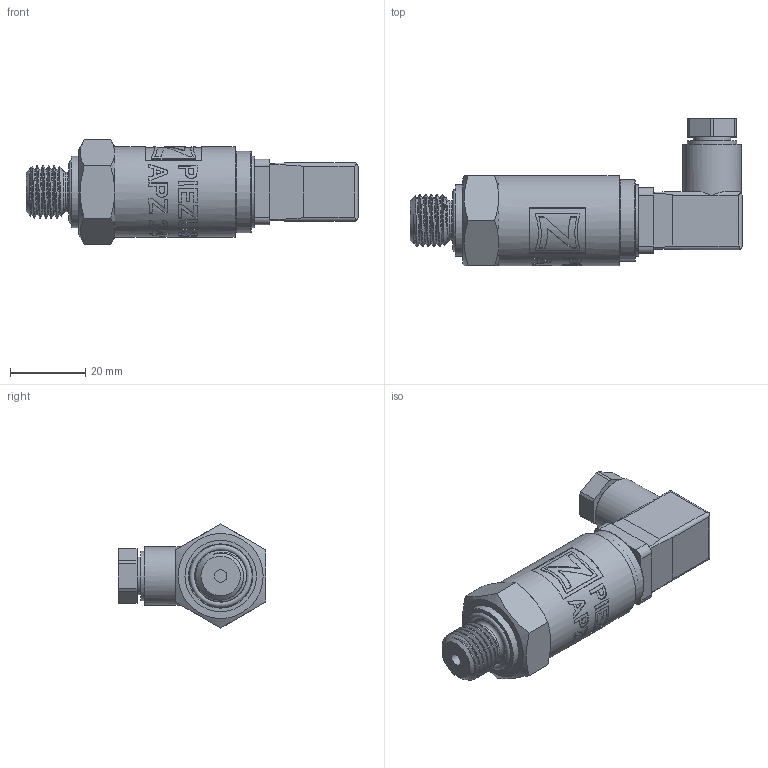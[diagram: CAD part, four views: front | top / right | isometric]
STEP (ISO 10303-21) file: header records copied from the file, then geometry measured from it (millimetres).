
FILE_DESCRIPTION(/* description */ (''),/* implementation_level */ '2;1');
FILE_NAME(/* name */ 'APZ2412_M14x1,5DIN_DIN43650C.step',/* time_stamp */ '2021-06-11T16:55:30+03:00',/* author */ (''),/* organization */ (''),/* preprocessor_version */ 'ST-DEVELOPER v18.1',/* originating_system */ 'Autodesk Translation Framework v10.9.0.1377',/* authorisation */ '');
FILE_SCHEMA (('AUTOMOTIVE_DESIGN { 1 0 10303 214 3 1 1 }'));
Length unit declared in the file: millimetre
Products named in the file (4): APZ2412_M14x1,5DIN_DIN43650C; M14x1,5 DIN; DIN 43650C male round base v5; DIN 43650C female part v2
Assembly tree (3 placements, depth 2):
  APZ2412_M14x1,5DIN_DIN43650C
    M14x1,5 DIN
    DIN 43650C male round base v5
    DIN 43650C female part v2
Bounding box: 88.28 x 39.25 x 27.71 mm (x, y, z)
Volume: 31935.9 mm3; surface area: 13893.2 mm2
Topology: 9 solids, 10 shells, 751 faces, 2050 edges, 1375 vertices
Faces by surface type: bspline 311, plane 224, cylinder 194, cone 12, torus 10
Full cylindrical faces by diameter (mm): 2.356 x48, 2.927 x41, 3 x1, 3.3 x1, 3.5 x1, 4.8 x1, 5 x1, 5.5 x1, 6.8 x2, 7.5 x1, 10 x3, 10.5 x1, 11.5 x1, 12.137 x5, 13.157 x1, 13.5 x1, 13.85 x4, 15.5 x1, 16 x2, 16.7 x1, 18.4 x1, 19 x2, 19.5 x1, 21.2 x3, 21.7 x1, 24 x1
Entity records: 86994 total; most frequent: CARTESIAN_POINT 70019, ORIENTED_EDGE 4100, DIRECTION 2409, EDGE_CURVE 2050, VERTEX_POINT 1375, LINE 1003, VECTOR 1003, EDGE_LOOP 813
